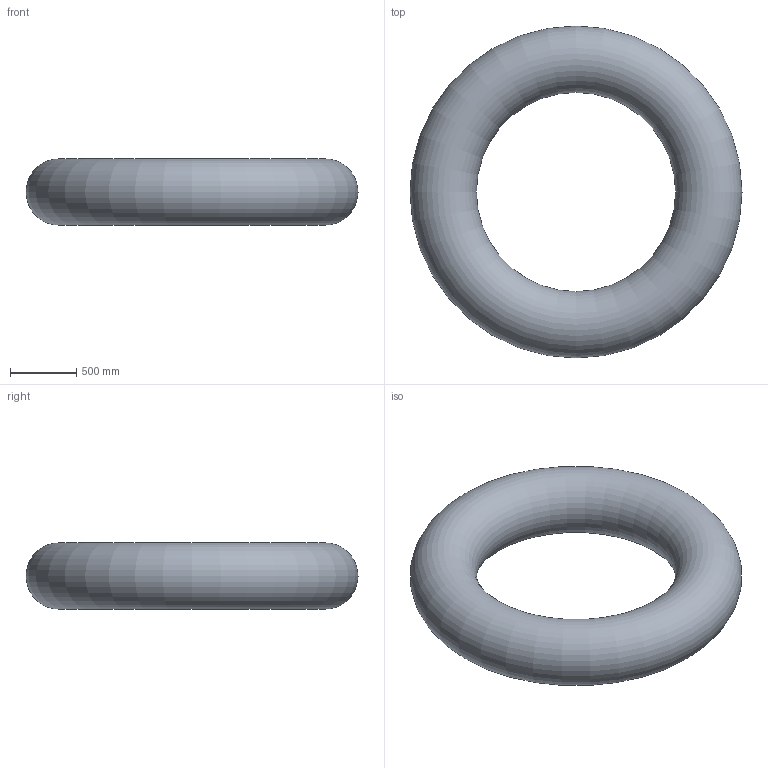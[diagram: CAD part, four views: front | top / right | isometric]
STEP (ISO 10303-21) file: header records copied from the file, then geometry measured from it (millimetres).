
FILE_DESCRIPTION(/* description */ ('STEP AP242','CAx-IF Rec.Pracs.---Representation and Presentation of Product Manufacturing Information (PMI)---4.0---2014-10-13','CAx-IF Rec.Pracs.---3D Tessellated Geometry---0.4---2014-09-14','2;1'),/* implementation_level */ '2;1');
FILE_NAME(/* name */ '654b7d8eaeb41e1647cef2f0',/* time_stamp */ '2023-11-08T12:22:39Z',/* author */ (''),/* organization */ (''),/* preprocessor_version */ 'ST-DEVELOPER v19.4',/* originating_system */ ' ',/* authorisation */ ' ');
FILE_SCHEMA (('AP242_MANAGED_MODEL_BASED_3D_ENGINEERING_MIM_LF { 1 0 10303 442 1 1 4 }'));
Length unit declared in the file: metre
Products named in the file (4): toroids; h2o; uo2; zirconium
Assembly tree (3 placements, depth 2):
  toroids
    h2o
    uo2
    zirconium
Bounding box: 2500 x 2500 x 500 mm (x, y, z)
Volume: 1233700550.1 mm3; surface area: 33556655 mm2
Topology: 3 solids, 5 shells, 5 faces, 10 edges, 5 vertices
Faces by surface type: torus 5
Entity records: 165 total; most frequent: DIRECTION 18, CARTESIAN_POINT 14, AXIS2_PLACEMENT_3D 9, PRODUCT_DEFINITION_SHAPE 7, VERTEX_POINT 5, VERTEX_LOOP 5, FACE_BOUND 5, TOROIDAL_SURFACE 5
